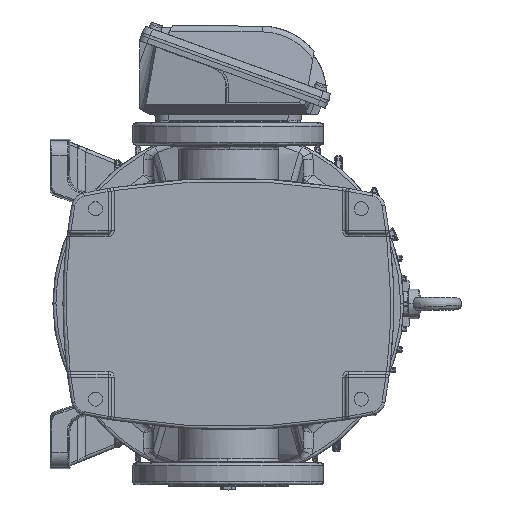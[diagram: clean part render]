
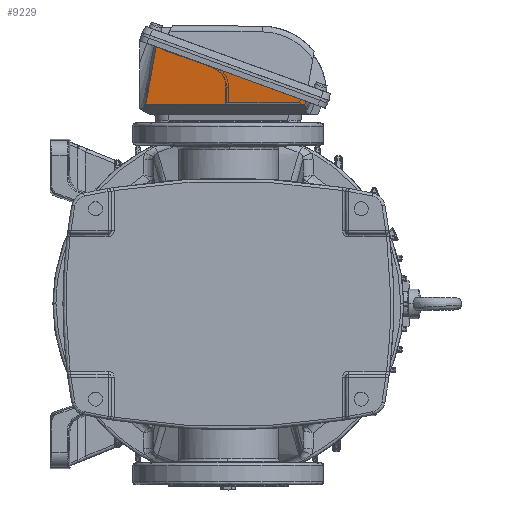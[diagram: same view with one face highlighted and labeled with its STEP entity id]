
A CAD part, front view. The second image highlights one B-rep face of the part: STEP entity #9229.
In plain terms, the highlighted face is planar.
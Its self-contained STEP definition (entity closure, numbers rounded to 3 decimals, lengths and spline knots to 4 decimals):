
#7465 = CARTESIAN_POINT ( 'NONE',  ( -7.9571, 3.0664, -3.0311 ) ) ;
#9229 = ADVANCED_FACE ( 'NONE', ( #44826 ), #47382, .T. ) ;
#9622 = EDGE_CURVE ( 'NONE', #41975, #119375, #79984, .T. ) ;
#13082 = ORIENTED_EDGE ( 'NONE', *, *, #69548, .F. ) ;
#20777 = DIRECTION ( 'NONE',  ( -0.342, -0.94, 0. ) ) ;
#20858 = CARTESIAN_POINT ( 'NONE',  ( -8.9214, -3.0428, -3.1555 ) ) ;
#22327 = CARTESIAN_POINT ( 'NONE',  ( -10.5042, -2.7637, -2.9891 ) ) ;
#29792 = LINE ( 'NONE', #94248, #87598 ) ;
#32314 = DIRECTION ( 'NONE',  ( 0., -0.999, -0.036 ) ) ;
#39172 = EDGE_CURVE ( 'NONE', #39442, #74989, #154947, .T. ) ;
#39442 = VERTEX_POINT ( 'NONE', #20858 ) ;
#41975 = VERTEX_POINT ( 'NONE', #7465 ) ;
#42804 = CARTESIAN_POINT ( 'NONE',  ( -8.6095, -3.0978, -3.1883 ) ) ;
#44826 = FACE_OUTER_BOUND ( 'NONE', #136989, .T. ) ;
#47217 = DIRECTION ( 'NONE',  ( -0.98, 0.173, 0.103 ) ) ;
#47382 = PLANE ( 'NONE',  #89956 ) ;
#48867 = CARTESIAN_POINT ( 'NONE',  ( -10.2946, -3.3558, -3.0311 ) ) ;
#54997 = CARTESIAN_POINT ( 'NONE',  ( -7.3741, 2.7527, -3.1 ) ) ;
#66479 = B_SPLINE_CURVE_WITH_KNOTS ( 'NONE', 3,
 ( #119368, #78997, #42804, #93607 ),
 .UNSPECIFIED., .F., .F.,
 ( 4, 4 ),
 ( 0., 1. ),
 .UNSPECIFIED. ) ;
#67509 = CARTESIAN_POINT ( 'NONE',  ( -10.1047, -2.8342, -3.0311 ) ) ;
#68368 = VECTOR ( 'NONE', #100482, 39.3701 ) ;
#69548 = EDGE_CURVE ( 'NONE', #84014, #39442, #66479, .T. ) ;
#70934 = ORIENTED_EDGE ( 'NONE', *, *, #141195, .F. ) ;
#74989 = VERTEX_POINT ( 'NONE', #67509 ) ;
#75121 = VECTOR ( 'NONE', #92024, 39.3701 ) ;
#78997 = CARTESIAN_POINT ( 'NONE',  ( -8.2473, -3.1644, -3.2265 ) ) ;
#79984 = LINE ( 'NONE', #54997, #75121 ) ;
#83738 = EDGE_CURVE ( 'NONE', #74989, #41975, #154607, .T. ) ;
#84014 = VERTEX_POINT ( 'NONE', #162649 ) ;
#87598 = VECTOR ( 'NONE', #32314, 39.3701 ) ;
#89956 = AXIS2_PLACEMENT_3D ( 'NONE', #152263, #135143, #20777 ) ;
#92024 = DIRECTION ( 'NONE',  ( 0.876, -0.471, -0.103 ) ) ;
#93607 = CARTESIAN_POINT ( 'NONE',  ( -8.9214, -3.0428, -3.1555 ) ) ;
#94248 = CARTESIAN_POINT ( 'NONE',  ( -7.8346, 4.2719, -2.9999 ) ) ;
#100482 = DIRECTION ( 'NONE',  ( 0.342, 0.94, 0. ) ) ;
#114438 = ORIENTED_EDGE ( 'NONE', *, *, #9622, .F. ) ;
#115043 = ORIENTED_EDGE ( 'NONE', *, *, #83738, .F. ) ;
#119368 = CARTESIAN_POINT ( 'NONE',  ( -7.8346, -3.2427, -3.27 ) ) ;
#119375 = VERTEX_POINT ( 'NONE', #151501 ) ;
#135143 = DIRECTION ( 'NONE',  ( 0.098, -0.036, 0.995 ) ) ;
#136989 = EDGE_LOOP ( 'NONE', ( #114438, #115043, #139688, #13082, #70934 ) ) ;
#139688 = ORIENTED_EDGE ( 'NONE', *, *, #39172, .F. ) ;
#141195 = EDGE_CURVE ( 'NONE', #119375, #84014, #29792, .T. ) ;
#147617 = VECTOR ( 'NONE', #47217, 39.3701 ) ;
#151501 = CARTESIAN_POINT ( 'NONE',  ( -7.8346, 3.0005, -3.0456 ) ) ;
#152263 = CARTESIAN_POINT ( 'NONE',  ( -10.5906, -3.248, -2.998 ) ) ;
#154607 = LINE ( 'NONE', #48867, #68368 ) ;
#154947 = LINE ( 'NONE', #22327, #147617 ) ;
#162649 = CARTESIAN_POINT ( 'NONE',  ( -7.8346, -3.2427, -3.27 ) ) ;
